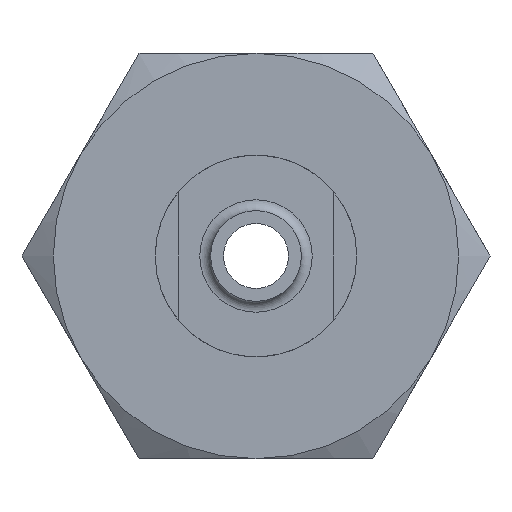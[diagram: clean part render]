
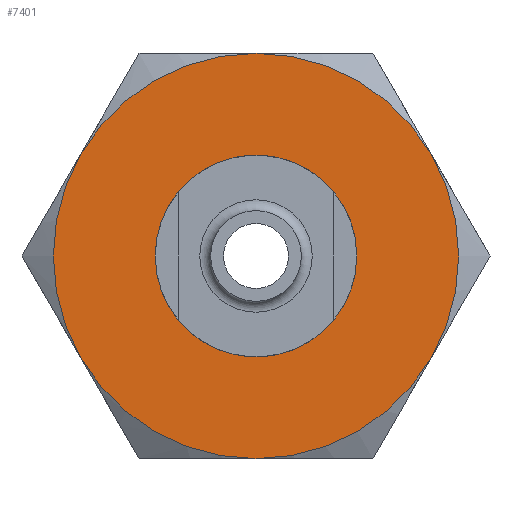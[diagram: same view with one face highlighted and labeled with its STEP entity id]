
A CAD part, left-side view. The second image highlights one B-rep face of the part: STEP entity #7401.
In plain terms, the highlighted planar face has unit normal (-1, 0, 0).
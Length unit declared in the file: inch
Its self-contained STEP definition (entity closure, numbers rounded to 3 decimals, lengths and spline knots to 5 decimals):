
#939 = CIRCLE ( 'NONE', #1462, 0.27975 ) ;
#1246 = EDGE_CURVE ( 'NONE', #7429, #11372, #10152, .T. ) ;
#1442 = ORIENTED_EDGE ( 'NONE', *, *, #3917, .F. ) ;
#1457 = EDGE_CURVE ( 'NONE', #7965, #7965, #939, .T. ) ;
#1462 = AXIS2_PLACEMENT_3D ( 'NONE', #2520, #7311, #1487 ) ;
#1487 = DIRECTION ( 'NONE',  ( 0., 0., 1. ) ) ;
#1514 = VERTEX_POINT ( 'NONE', #10518 ) ;
#1528 = DIRECTION ( 'NONE',  ( 0., 0., -1. ) ) ;
#1530 = ORIENTED_EDGE ( 'NONE', *, *, #12114, .F. ) ;
#1658 = DIRECTION ( 'NONE',  ( 1., 0., 0. ) ) ;
#1811 = FACE_BOUND ( 'NONE', #8069, .T. ) ;
#1884 = CARTESIAN_POINT ( 'NONE',  ( -0.937, 0., 0. ) ) ;
#2329 = CARTESIAN_POINT ( 'NONE',  ( -0.937, 0.48714, 0.28125 ) ) ;
#2520 = CARTESIAN_POINT ( 'NONE',  ( -0.937, 0., 0. ) ) ;
#2583 = AXIS2_PLACEMENT_3D ( 'NONE', #8741, #7755, #9791 ) ;
#2846 = DIRECTION ( 'NONE',  ( 0., 0., -1. ) ) ;
#2962 = ORIENTED_EDGE ( 'NONE', *, *, #5587, .F. ) ;
#3090 = VERTEX_POINT ( 'NONE', #6483 ) ;
#3218 = DIRECTION ( 'NONE',  ( 0., 0., -1. ) ) ;
#3506 = CIRCLE ( 'NONE', #12036, 0.5625 ) ;
#3529 = CIRCLE ( 'NONE', #9273, 0.5625 ) ;
#3917 = EDGE_CURVE ( 'NONE', #8992, #1514, #12392, .T. ) ;
#3934 = EDGE_LOOP ( 'NONE', ( #2962, #1442, #7259, #12107, #9191, #1530 ) ) ;
#4682 = CARTESIAN_POINT ( 'NONE',  ( -0.937, 0., 0. ) ) ;
#5587 = EDGE_CURVE ( 'NONE', #1514, #8779, #10724, .T. ) ;
#5589 = DIRECTION ( 'NONE',  ( 1., 0., 0. ) ) ;
#6148 = AXIS2_PLACEMENT_3D ( 'NONE', #4682, #6448, #8457 ) ;
#6448 = DIRECTION ( 'NONE',  ( 1., 0., 0. ) ) ;
#6483 = CARTESIAN_POINT ( 'NONE',  ( -0.937, -0.48714, 0.28125 ) ) ;
#6587 = CARTESIAN_POINT ( 'NONE',  ( -0.937, 0., 0. ) ) ;
#6645 = CARTESIAN_POINT ( 'NONE',  ( -0.937, 0., 0.27975 ) ) ;
#6962 = CARTESIAN_POINT ( 'NONE',  ( -0.937, 0., 0.5625 ) ) ;
#7001 = AXIS2_PLACEMENT_3D ( 'NONE', #6587, #5589, #12494 ) ;
#7027 = ORIENTED_EDGE ( 'NONE', *, *, #1457, .F. ) ;
#7259 = ORIENTED_EDGE ( 'NONE', *, *, #10007, .F. ) ;
#7311 = DIRECTION ( 'NONE',  ( -1., 0., 0. ) ) ;
#7325 = AXIS2_PLACEMENT_3D ( 'NONE', #1884, #8705, #2846 ) ;
#7401 = ADVANCED_FACE ( 'NONE', ( #1811, #9317 ), #12678, .T. ) ;
#7429 = VERTEX_POINT ( 'NONE', #2329 ) ;
#7552 = DIRECTION ( 'NONE',  ( 1., 0., 0. ) ) ;
#7755 = DIRECTION ( 'NONE',  ( -1., 0., 0. ) ) ;
#7965 = VERTEX_POINT ( 'NONE', #6645 ) ;
#7966 = DIRECTION ( 'NONE',  ( 1., 0., 0. ) ) ;
#8069 = EDGE_LOOP ( 'NONE', ( #7027 ) ) ;
#8457 = DIRECTION ( 'NONE',  ( 0., 0., -1. ) ) ;
#8584 = DIRECTION ( 'NONE',  ( 0., 0., -1. ) ) ;
#8705 = DIRECTION ( 'NONE',  ( 1., 0., 0. ) ) ;
#8741 = CARTESIAN_POINT ( 'NONE',  ( -0.937, 0.28475, 0. ) ) ;
#8779 = VERTEX_POINT ( 'NONE', #12418 ) ;
#8992 = VERTEX_POINT ( 'NONE', #11010 ) ;
#9191 = ORIENTED_EDGE ( 'NONE', *, *, #1246, .F. ) ;
#9273 = AXIS2_PLACEMENT_3D ( 'NONE', #9637, #7552, #8584 ) ;
#9317 = FACE_OUTER_BOUND ( 'NONE', #3934, .T. ) ;
#9400 = CARTESIAN_POINT ( 'NONE',  ( -0.937, 0., 0. ) ) ;
#9637 = CARTESIAN_POINT ( 'NONE',  ( -0.937, 0., 0. ) ) ;
#9791 = DIRECTION ( 'NONE',  ( 0., 0., 1. ) ) ;
#10007 = EDGE_CURVE ( 'NONE', #3090, #8992, #3506, .T. ) ;
#10152 = CIRCLE ( 'NONE', #7325, 0.5625 ) ;
#10191 = CIRCLE ( 'NONE', #6148, 0.5625 ) ;
#10518 = CARTESIAN_POINT ( 'NONE',  ( -0.937, 0., -0.5625 ) ) ;
#10724 = CIRCLE ( 'NONE', #12511, 0.5625 ) ;
#10987 = CARTESIAN_POINT ( 'NONE',  ( -0.937, 0., 0. ) ) ;
#11010 = CARTESIAN_POINT ( 'NONE',  ( -0.937, -0.48714, -0.28125 ) ) ;
#11372 = VERTEX_POINT ( 'NONE', #6962 ) ;
#12036 = AXIS2_PLACEMENT_3D ( 'NONE', #10987, #7966, #3218 ) ;
#12107 = ORIENTED_EDGE ( 'NONE', *, *, #12360, .F. ) ;
#12114 = EDGE_CURVE ( 'NONE', #8779, #7429, #10191, .T. ) ;
#12360 = EDGE_CURVE ( 'NONE', #11372, #3090, #3529, .T. ) ;
#12392 = CIRCLE ( 'NONE', #7001, 0.5625 ) ;
#12418 = CARTESIAN_POINT ( 'NONE',  ( -0.937, 0.48714, -0.28125 ) ) ;
#12494 = DIRECTION ( 'NONE',  ( 0., 0., -1. ) ) ;
#12511 = AXIS2_PLACEMENT_3D ( 'NONE', #9400, #1658, #1528 ) ;
#12678 = PLANE ( 'NONE',  #2583 ) ;
